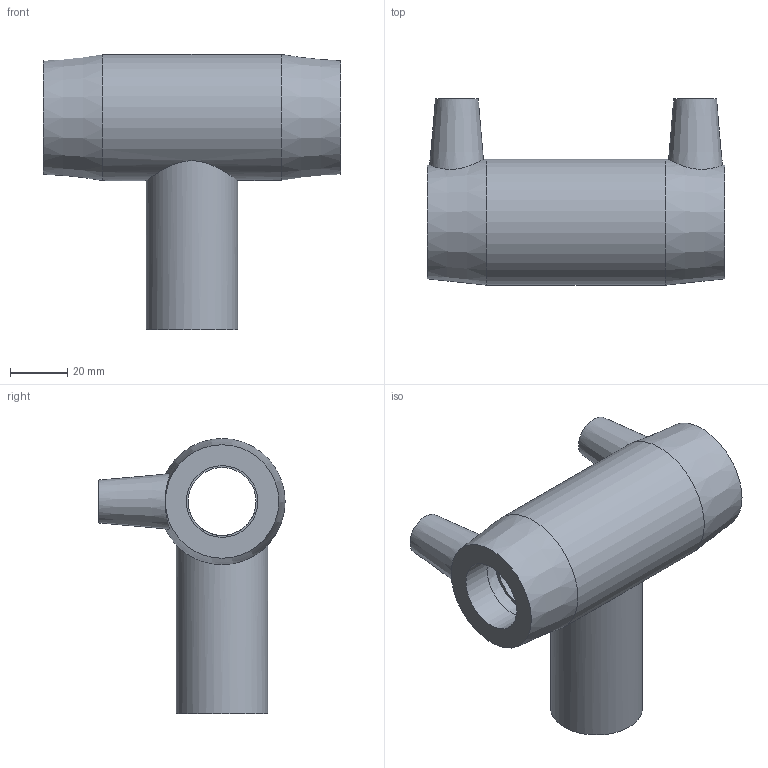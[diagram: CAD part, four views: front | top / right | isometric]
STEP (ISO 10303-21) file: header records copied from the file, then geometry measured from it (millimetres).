
FILE_DESCRIPTION(/* description */ ('PLASSON REDUCING TEE 25x32x25'),/* implementation_level */ '2;1');
FILE_NAME(/* name */ '491404025032.ipt.stp',/* time_stamp */ '2017-11-06T09:13:38+02:00',/* author */ ('KIM'),/* organization */ (''),/* preprocessor_version */ 'ST-DEVELOPER v15.6',/* originating_system */ 'Autodesk Inventor 2015',/* authorisation */ '');
FILE_SCHEMA (('AUTOMOTIVE_DESIGN { 1 0 10303 214 3 1 1 }'));
Length unit declared in the file: millimetre
Products named in the file (1): 491404025032
Bounding box: 104 x 65 x 96 mm (x, y, z)
Volume: 120133.7 mm3; surface area: 37144.9 mm2
Topology: 1 solids, 1 shells, 33 faces, 66 edges, 43 vertices
Faces by surface type: plane 15, cylinder 12, cone 6
Full cylindrical faces by diameter (mm): 4 x2, 10 x2, 23.75 x1, 25 x4, 25.6 x1, 32 x1, 44 x1
Entity records: 892 total; most frequent: CARTESIAN_POINT 287, DIRECTION 130, ORIENTED_EDGE 74, EDGE_LOOP 66, AXIS2_PLACEMENT_3D 64, EDGE_CURVE 37, VERTEX_POINT 35, FACE_BOUND 33
